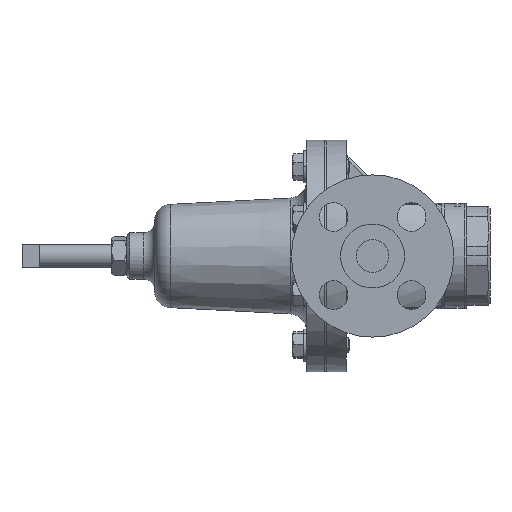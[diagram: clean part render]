
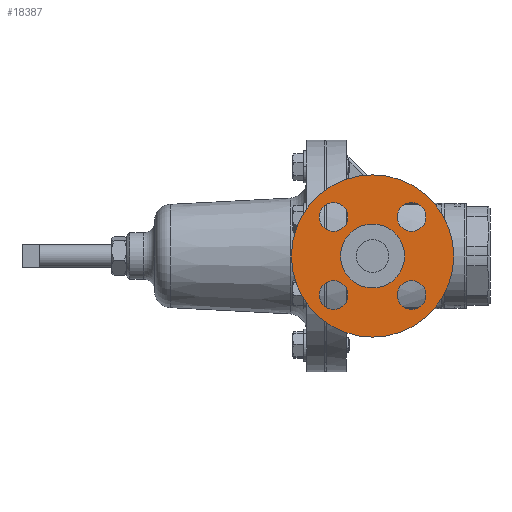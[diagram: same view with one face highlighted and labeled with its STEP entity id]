
A CAD part, left-side view. The second image highlights one B-rep face of the part: STEP entity #18387.
In plain terms, the highlighted planar face has unit normal (-1, 0, 0).
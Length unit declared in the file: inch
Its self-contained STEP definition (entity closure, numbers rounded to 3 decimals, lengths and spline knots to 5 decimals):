
#39 = CARTESIAN_POINT ( 'NONE',  ( -4.69, 0., -1.75 ) ) ;
#208 = EDGE_LOOP ( 'NONE', ( #12596, #14954 ) ) ;
#262 = DIRECTION ( 'NONE',  ( 0., 0., 1. ) ) ;
#609 = DIRECTION ( 'NONE',  ( 0., 0., 1. ) ) ;
#1241 = AXIS2_PLACEMENT_3D ( 'NONE', #23976, #12187, #262 ) ;
#1352 = AXIS2_PLACEMENT_3D ( 'NONE', #24295, #12515, #609 ) ;
#1525 = VERTEX_POINT ( 'NONE', #22362 ) ;
#1743 = EDGE_LOOP ( 'NONE', ( #11676, #17236 ) ) ;
#1769 = CARTESIAN_POINT ( 'NONE',  ( -4.69, -0.69, 0. ) ) ;
#2352 = CARTESIAN_POINT ( 'NONE',  ( -4.69, 0., 0. ) ) ;
#3220 = CIRCLE ( 'NONE', #15748, 0.31 ) ;
#3802 = CIRCLE ( 'NONE', #23159, 0.31 ) ;
#3967 = EDGE_LOOP ( 'NONE', ( #25600, #24921 ) ) ;
#4121 = CARTESIAN_POINT ( 'NONE',  ( -4.69, -0.84146, -0.53146 ) ) ;
#4346 = EDGE_LOOP ( 'NONE', ( #16828, #24945 ) ) ;
#4383 = DIRECTION ( 'NONE',  ( 0., 0., 1. ) ) ;
#4427 = DIRECTION ( 'NONE',  ( 1., 0., 0. ) ) ;
#4472 = AXIS2_PLACEMENT_3D ( 'NONE', #1769, #9871, #23616 ) ;
#4498 = DIRECTION ( 'NONE',  ( 1., 0., 0. ) ) ;
#4523 = DIRECTION ( 'NONE',  ( 1., 0., 0. ) ) ;
#4669 = VERTEX_POINT ( 'NONE', #14472 ) ;
#4793 = CIRCLE ( 'NONE', #19302, 0.31 ) ;
#4823 = FACE_BOUND ( 'NONE', #4346, .T. ) ;
#5157 = CARTESIAN_POINT ( 'NONE',  ( -4.69, 0.84146, -0.53146 ) ) ;
#5953 = EDGE_CURVE ( 'NONE', #15373, #15627, #11562, .T. ) ;
#6106 = CARTESIAN_POINT ( 'NONE',  ( -4.69, 0., -0.69 ) ) ;
#6303 = CIRCLE ( 'NONE', #1352, 1.75 ) ;
#6830 = CARTESIAN_POINT ( 'NONE',  ( -4.69, -0.84146, -0.84146 ) ) ;
#7495 = CIRCLE ( 'NONE', #22541, 1.75 ) ;
#7940 = DIRECTION ( 'NONE',  ( 1., 0., 0. ) ) ;
#8502 = CARTESIAN_POINT ( 'NONE',  ( -4.69, 0.84146, 0.84146 ) ) ;
#8825 = CIRCLE ( 'NONE', #24500, 0.31 ) ;
#8837 = DIRECTION ( 'NONE',  ( 0., 0., 1. ) ) ;
#9037 = DIRECTION ( 'NONE',  ( 1., 0., 0. ) ) ;
#9466 = FACE_BOUND ( 'NONE', #15985, .T. ) ;
#9871 = DIRECTION ( 'NONE',  ( 1., 0., 0. ) ) ;
#9977 = DIRECTION ( 'NONE',  ( 1., 0., 0. ) ) ;
#10488 = DIRECTION ( 'NONE',  ( 0., 0., 1. ) ) ;
#10511 = CARTESIAN_POINT ( 'NONE',  ( -4.69, -0.84146, -0.84146 ) ) ;
#10670 = EDGE_CURVE ( 'NONE', #23761, #12410, #3802, .T. ) ;
#10793 = ORIENTED_EDGE ( 'NONE', *, *, #13377, .T. ) ;
#11560 = CIRCLE ( 'NONE', #20113, 0.31 ) ;
#11562 = CIRCLE ( 'NONE', #1241, 0.31 ) ;
#11676 = ORIENTED_EDGE ( 'NONE', *, *, #13576, .T. ) ;
#12187 = DIRECTION ( 'NONE',  ( 1., 0., 0. ) ) ;
#12294 = EDGE_CURVE ( 'NONE', #18449, #17684, #7495, .T. ) ;
#12410 = VERTEX_POINT ( 'NONE', #14336 ) ;
#12450 = DIRECTION ( 'NONE',  ( 0., 0., 1. ) ) ;
#12515 = DIRECTION ( 'NONE',  ( 1., 0., 0. ) ) ;
#12596 = ORIENTED_EDGE ( 'NONE', *, *, #12294, .F. ) ;
#13377 = EDGE_CURVE ( 'NONE', #22460, #19146, #15823, .T. ) ;
#13576 = EDGE_CURVE ( 'NONE', #20351, #1525, #3220, .T. ) ;
#13789 = AXIS2_PLACEMENT_3D ( 'NONE', #21789, #9977, #23719 ) ;
#13885 = EDGE_CURVE ( 'NONE', #15627, #15373, #19931, .T. ) ;
#13887 = EDGE_CURVE ( 'NONE', #4669, #15538, #4793, .T. ) ;
#13967 = EDGE_CURVE ( 'NONE', #1525, #20351, #8825, .T. ) ;
#14226 = EDGE_CURVE ( 'NONE', #15538, #4669, #11560, .T. ) ;
#14336 = CARTESIAN_POINT ( 'NONE',  ( -4.69, -0.84146, 1.15146 ) ) ;
#14472 = CARTESIAN_POINT ( 'NONE',  ( -4.69, 0.84146, 0.53146 ) ) ;
#14653 = FACE_OUTER_BOUND ( 'NONE', #208, .T. ) ;
#14954 = ORIENTED_EDGE ( 'NONE', *, *, #15187, .F. ) ;
#15043 = EDGE_CURVE ( 'NONE', #12410, #23761, #22053, .T. ) ;
#15187 = EDGE_CURVE ( 'NONE', #17684, #18449, #6303, .T. ) ;
#15256 = FACE_BOUND ( 'NONE', #1743, .T. ) ;
#15373 = VERTEX_POINT ( 'NONE', #21146 ) ;
#15538 = VERTEX_POINT ( 'NONE', #22092 ) ;
#15627 = VERTEX_POINT ( 'NONE', #5157 ) ;
#15748 = AXIS2_PLACEMENT_3D ( 'NONE', #10511, #24235, #12450 ) ;
#15823 = CIRCLE ( 'NONE', #25453, 0.69 ) ;
#15985 = EDGE_LOOP ( 'NONE', ( #25012, #10793 ) ) ;
#16144 = DIRECTION ( 'NONE',  ( 1., 0., 0. ) ) ;
#16194 = CARTESIAN_POINT ( 'NONE',  ( -4.69, 0., 0. ) ) ;
#16263 = CARTESIAN_POINT ( 'NONE',  ( -4.69, 0.84146, 0.84146 ) ) ;
#16284 = CARTESIAN_POINT ( 'NONE',  ( -4.69, 0.84146, -0.84146 ) ) ;
#16353 = EDGE_LOOP ( 'NONE', ( #19714, #18515 ) ) ;
#16828 = ORIENTED_EDGE ( 'NONE', *, *, #13885, .T. ) ;
#17236 = ORIENTED_EDGE ( 'NONE', *, *, #13967, .T. ) ;
#17450 = CARTESIAN_POINT ( 'NONE',  ( -4.69, -0.84146, 0.53146 ) ) ;
#17684 = VERTEX_POINT ( 'NONE', #39 ) ;
#17699 = CIRCLE ( 'NONE', #24317, 0.69 ) ;
#17995 = AXIS2_PLACEMENT_3D ( 'NONE', #16284, #4523, #18363 ) ;
#18279 = DIRECTION ( 'NONE',  ( 0., 0., 1. ) ) ;
#18345 = DIRECTION ( 'NONE',  ( 0., 0., 1. ) ) ;
#18363 = DIRECTION ( 'NONE',  ( 0., 0., 1. ) ) ;
#18387 = ADVANCED_FACE ( 'NONE', ( #19965, #25096, #4823, #15256, #14653, #9466 ), #21669, .F. ) ;
#18449 = VERTEX_POINT ( 'NONE', #25613 ) ;
#18515 = ORIENTED_EDGE ( 'NONE', *, *, #10670, .T. ) ;
#18642 = CARTESIAN_POINT ( 'NONE',  ( -4.69, 0., 0.69 ) ) ;
#19146 = VERTEX_POINT ( 'NONE', #18642 ) ;
#19302 = AXIS2_PLACEMENT_3D ( 'NONE', #8502, #22270, #10488 ) ;
#19714 = ORIENTED_EDGE ( 'NONE', *, *, #15043, .T. ) ;
#19752 = CARTESIAN_POINT ( 'NONE',  ( -4.69, 0., 0. ) ) ;
#19931 = CIRCLE ( 'NONE', #17995, 0.31 ) ;
#19965 = FACE_BOUND ( 'NONE', #16353, .T. ) ;
#20113 = AXIS2_PLACEMENT_3D ( 'NONE', #16263, #4498, #18345 ) ;
#20351 = VERTEX_POINT ( 'NONE', #4121 ) ;
#20631 = DIRECTION ( 'NONE',  ( 1., 0., 0. ) ) ;
#20825 = CARTESIAN_POINT ( 'NONE',  ( -4.69, -0.84146, 0.84146 ) ) ;
#21146 = CARTESIAN_POINT ( 'NONE',  ( -4.69, 0.84146, -1.15146 ) ) ;
#21669 = PLANE ( 'NONE',  #4472 ) ;
#21716 = DIRECTION ( 'NONE',  ( 0., 0., 1. ) ) ;
#21789 = CARTESIAN_POINT ( 'NONE',  ( -4.69, -0.84146, 0.84146 ) ) ;
#22053 = CIRCLE ( 'NONE', #13789, 0.31 ) ;
#22092 = CARTESIAN_POINT ( 'NONE',  ( -4.69, 0.84146, 1.15146 ) ) ;
#22270 = DIRECTION ( 'NONE',  ( 1., 0., 0. ) ) ;
#22362 = CARTESIAN_POINT ( 'NONE',  ( -4.69, -0.84146, -1.15146 ) ) ;
#22460 = VERTEX_POINT ( 'NONE', #6106 ) ;
#22541 = AXIS2_PLACEMENT_3D ( 'NONE', #2352, #16144, #4383 ) ;
#22795 = DIRECTION ( 'NONE',  ( 0., 0., 1. ) ) ;
#23159 = AXIS2_PLACEMENT_3D ( 'NONE', #20825, #9037, #22795 ) ;
#23616 = DIRECTION ( 'NONE',  ( 0., 0., 1. ) ) ;
#23719 = DIRECTION ( 'NONE',  ( 0., 0., 1. ) ) ;
#23761 = VERTEX_POINT ( 'NONE', #17450 ) ;
#23942 = EDGE_CURVE ( 'NONE', #19146, #22460, #17699, .T. ) ;
#23976 = CARTESIAN_POINT ( 'NONE',  ( -4.69, 0.84146, -0.84146 ) ) ;
#24235 = DIRECTION ( 'NONE',  ( 1., 0., 0. ) ) ;
#24295 = CARTESIAN_POINT ( 'NONE',  ( -4.69, 0., 0. ) ) ;
#24317 = AXIS2_PLACEMENT_3D ( 'NONE', #16194, #4427, #18279 ) ;
#24500 = AXIS2_PLACEMENT_3D ( 'NONE', #6830, #20631, #8837 ) ;
#24921 = ORIENTED_EDGE ( 'NONE', *, *, #13887, .T. ) ;
#24945 = ORIENTED_EDGE ( 'NONE', *, *, #5953, .T. ) ;
#25012 = ORIENTED_EDGE ( 'NONE', *, *, #23942, .T. ) ;
#25096 = FACE_BOUND ( 'NONE', #3967, .T. ) ;
#25453 = AXIS2_PLACEMENT_3D ( 'NONE', #19752, #7940, #21716 ) ;
#25600 = ORIENTED_EDGE ( 'NONE', *, *, #14226, .T. ) ;
#25613 = CARTESIAN_POINT ( 'NONE',  ( -4.69, 0., 1.75 ) ) ;
